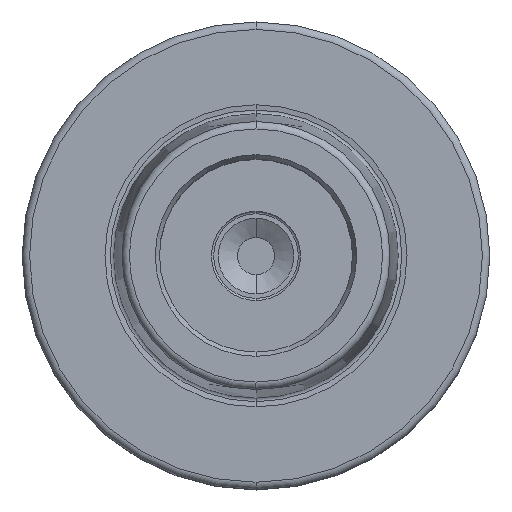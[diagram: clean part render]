
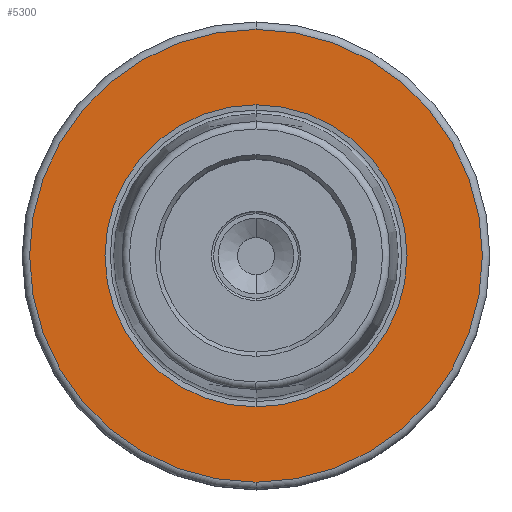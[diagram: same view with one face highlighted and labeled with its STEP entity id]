
A CAD part, top view. The second image highlights one B-rep face of the part: STEP entity #5300.
In plain terms, the highlighted planar face has unit normal (0, 0, 1).
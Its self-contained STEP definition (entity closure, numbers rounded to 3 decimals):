
#1114=CARTESIAN_POINT('',(0,0,26));
#1115=DIRECTION('',(0,0,1));
#1116=DIRECTION('',(0,1,0));
#1117=AXIS2_PLACEMENT_3D('',#1114,#1115,#1116);
#1119=CARTESIAN_POINT('',(0,0,26));
#1120=DIRECTION('',(0,0,1));
#1121=DIRECTION('',(0,-1,0));
#1122=AXIS2_PLACEMENT_3D('',#1119,#1120,#1121);
#1132=CARTESIAN_POINT('',(0,0,26));
#1133=DIRECTION('',(0,0,1));
#1134=DIRECTION('',(0,1,0));
#1135=AXIS2_PLACEMENT_3D('',#1132,#1133,#1134);
#1137=CARTESIAN_POINT('',(0,0,26));
#1138=DIRECTION('',(0,0,-1));
#1139=DIRECTION('',(0,1,0));
#1140=AXIS2_PLACEMENT_3D('',#1137,#1138,#1139);
#3348=CARTESIAN_POINT('',(0,20.344,26));
#3350=VERTEX_POINT('',#3348);
#3378=CARTESIAN_POINT('',(0,-20.344,26));
#3380=VERTEX_POINT('',#3378);
#3424=CARTESIAN_POINT('',(0,30.5,26));
#3425=CARTESIAN_POINT('',(0,-30.5,26));
#3426=VERTEX_POINT('',#3424);
#3427=VERTEX_POINT('',#3425);
#5284=CARTESIAN_POINT('',(0,0,26));
#5285=DIRECTION('',(0,0,-1));
#5286=DIRECTION('',(0,-1,0));
#5287=AXIS2_PLACEMENT_3D('',#5284,#5285,#5286);
#5288=PLANE('',#5287);
#5290=ORIENTED_EDGE('',*,*,#5289,.F.);
#5291=ORIENTED_EDGE('',*,*,#5274,.F.);
#5292=EDGE_LOOP('',(#5290,#5291));
#5293=FACE_OUTER_BOUND('',#5292,.F.);
#5295=ORIENTED_EDGE('',*,*,#5294,.T.);
#5297=ORIENTED_EDGE('',*,*,#5296,.F.);
#5298=EDGE_LOOP('',(#5295,#5297));
#5299=FACE_BOUND('',#5298,.F.);
#5300=ADVANCED_FACE('',(#5293,#5299),#5288,.F.);
#1118=CIRCLE('',#1117,30.5);
#1123=CIRCLE('',#1122,30.5);
#1136=CIRCLE('',#1135,20.344);
#1141=CIRCLE('',#1140,20.344);
#5274=EDGE_CURVE('',#3427,#3426,#1123,.T.);
#5289=EDGE_CURVE('',#3426,#3427,#1118,.T.);
#5294=EDGE_CURVE('',#3350,#3380,#1136,.T.);
#5296=EDGE_CURVE('',#3350,#3380,#1141,.T.);
